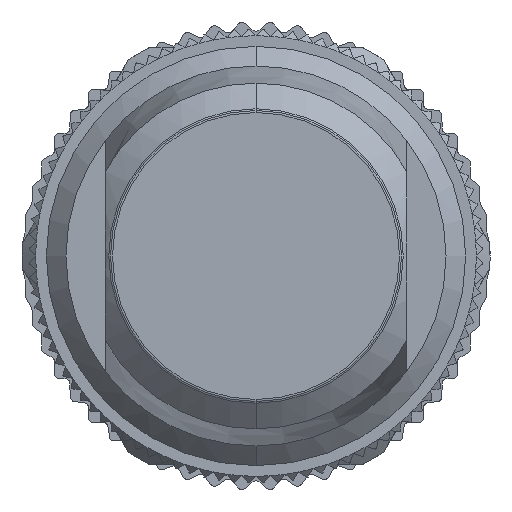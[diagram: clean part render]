
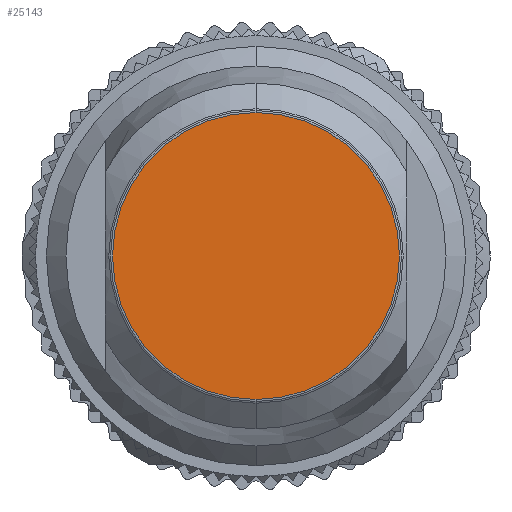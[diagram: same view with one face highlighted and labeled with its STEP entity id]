
A CAD part, front view. The second image highlights one B-rep face of the part: STEP entity #25143.
In plain terms, the highlighted planar face has unit normal (0, -1, 0).
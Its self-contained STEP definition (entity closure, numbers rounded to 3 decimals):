
#8614=CARTESIAN_POINT('',(0.,-45.5,0.));
#8615=DIRECTION('',(0.,-1.,0.));
#8616=DIRECTION('',(0.,0.,-1.));
#8617=AXIS2_PLACEMENT_3D('',#8614,#8615,#8616);
#8622=CARTESIAN_POINT('',(0.,-45.5,0.));
#8623=DIRECTION('',(0.,-1.,0.));
#8624=DIRECTION('',(0.,0.,1.));
#8625=AXIS2_PLACEMENT_3D('',#8622,#8623,#8624);
#19814=CARTESIAN_POINT('',(0.,-45.5,-6.192));
#19815=VERTEX_POINT('',#19814);
#19816=CARTESIAN_POINT('',(0.,-45.5,6.192));
#19817=VERTEX_POINT('',#19816);
#25133=CARTESIAN_POINT('',(0.,-45.5,0.));
#25134=DIRECTION('',(0.,-1.,0.));
#25135=DIRECTION('',(0.,0.,-1.));
#25136=AXIS2_PLACEMENT_3D('',#25133,#25134,#25135);
#25137=PLANE('',#25136);
#25139=ORIENTED_EDGE('',*,*,#25138,.F.);
#25140=ORIENTED_EDGE('',*,*,#25123,.F.);
#25141=EDGE_LOOP('',(#25139,#25140));
#25142=FACE_OUTER_BOUND('',#25141,.F.);
#25143=ADVANCED_FACE('',(#25142),#25137,.T.);
#8618=CIRCLE('',#8617,6.192);
#8626=CIRCLE('',#8625,6.192);
#25123=EDGE_CURVE('',#19817,#19815,#8626,.T.);
#25138=EDGE_CURVE('',#19815,#19817,#8618,.T.);
